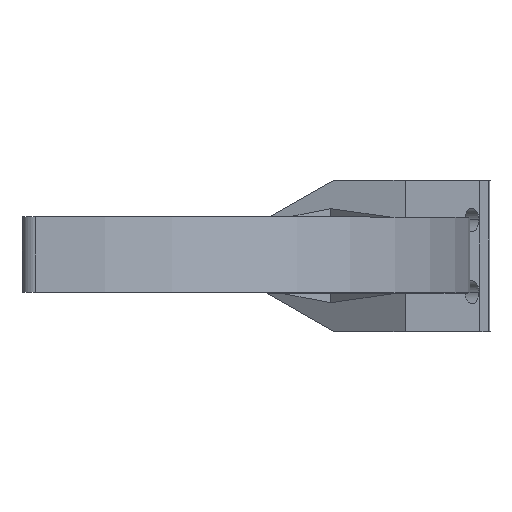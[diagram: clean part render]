
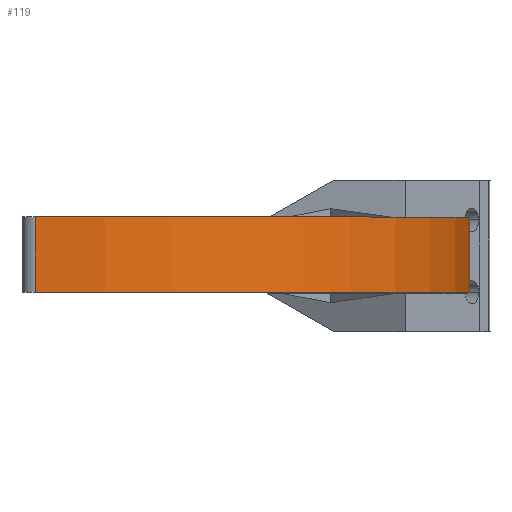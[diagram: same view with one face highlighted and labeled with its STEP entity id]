
A CAD part, top view. The second image highlights one B-rep face of the part: STEP entity #119.
In plain terms, the highlighted cylindrical face has radius 53 mm (diameter 106 mm), a partial arc.
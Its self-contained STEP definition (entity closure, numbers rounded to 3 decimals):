
#17 = CARTESIAN_POINT ( 'NONE',  ( -35.659, 5., 33.377 ) ) ;
#85 = CARTESIAN_POINT ( 'NONE',  ( -35.659, 15., 33.377 ) ) ;
#87 = VERTEX_POINT ( 'NONE', #1172 ) ;
#107 = DIRECTION ( 'NONE',  ( 0., 1., 0. ) ) ;
#117 = AXIS2_PLACEMENT_3D ( 'NONE', #17, #1137, #1042 ) ;
#119 = ADVANCED_FACE ( 'NONE', ( #223 ), #131, .T. ) ;
#131 = CYLINDRICAL_SURFACE ( 'NONE', #1103, 53. ) ;
#154 = ORIENTED_EDGE ( 'NONE', *, *, #1196, .F. ) ;
#160 = ORIENTED_EDGE ( 'NONE', *, *, #838, .F. ) ;
#198 = EDGE_CURVE ( 'NONE', #443, #87, #778, .T. ) ;
#223 = FACE_OUTER_BOUND ( 'NONE', #934, .T. ) ;
#315 = LINE ( 'NONE', #867, #607 ) ;
#316 = AXIS2_PLACEMENT_3D ( 'NONE', #85, #990, #351 ) ;
#339 = VERTEX_POINT ( 'NONE', #940 ) ;
#351 = DIRECTION ( 'NONE',  ( 0., 0., 1. ) ) ;
#378 = VERTEX_POINT ( 'NONE', #1108 ) ;
#403 = DIRECTION ( 'NONE',  ( 0., 1., 0. ) ) ;
#443 = VERTEX_POINT ( 'NONE', #1072 ) ;
#486 = CARTESIAN_POINT ( 'NONE',  ( -35.659, 20., 33.377 ) ) ;
#607 = VECTOR ( 'NONE', #403, 1000. ) ;
#691 = DIRECTION ( 'NONE',  ( 0., 0., -1. ) ) ;
#719 = ORIENTED_EDGE ( 'NONE', *, *, #1008, .T. ) ;
#725 = CIRCLE ( 'NONE', #316, 53. ) ;
#778 = LINE ( 'NONE', #860, #1147 ) ;
#838 = EDGE_CURVE ( 'NONE', #339, #443, #1023, .T. ) ;
#860 = CARTESIAN_POINT ( 'NONE',  ( -40.278, 5., 86.175 ) ) ;
#867 = CARTESIAN_POINT ( 'NONE',  ( 8.662, 20., 4.314 ) ) ;
#934 = EDGE_LOOP ( 'NONE', ( #1010, #160, #719, #154 ) ) ;
#940 = CARTESIAN_POINT ( 'NONE',  ( 8.662, 5., 4.314 ) ) ;
#990 = DIRECTION ( 'NONE',  ( 0., 1., 0. ) ) ;
#1008 = EDGE_CURVE ( 'NONE', #339, #378, #315, .T. ) ;
#1010 = ORIENTED_EDGE ( 'NONE', *, *, #198, .F. ) ;
#1023 = CIRCLE ( 'NONE', #117, 53. ) ;
#1042 = DIRECTION ( 'NONE',  ( 0., 0., -1. ) ) ;
#1072 = CARTESIAN_POINT ( 'NONE',  ( -40.278, 5., 86.175 ) ) ;
#1103 = AXIS2_PLACEMENT_3D ( 'NONE', #486, #1141, #691 ) ;
#1108 = CARTESIAN_POINT ( 'NONE',  ( 8.662, 15., 4.314 ) ) ;
#1137 = DIRECTION ( 'NONE',  ( 0., -1., 0. ) ) ;
#1141 = DIRECTION ( 'NONE',  ( 0., -1., 0. ) ) ;
#1147 = VECTOR ( 'NONE', #107, 1000. ) ;
#1172 = CARTESIAN_POINT ( 'NONE',  ( -40.278, 15., 86.175 ) ) ;
#1196 = EDGE_CURVE ( 'NONE', #87, #378, #725, .T. ) ;
